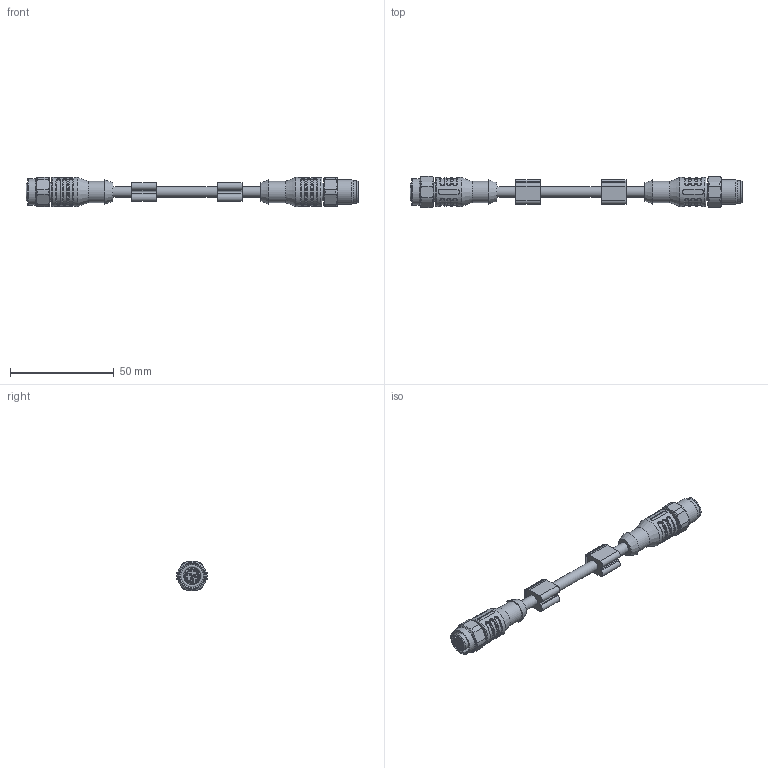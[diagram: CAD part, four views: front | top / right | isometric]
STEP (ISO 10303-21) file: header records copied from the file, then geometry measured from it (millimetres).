
FILE_DESCRIPTION(/* description */ (''),/* implementation_level */ '2;1');
FILE_NAME(/* name */ 'AL-WAKE12-m-AL-WASE12.stp',/* time_stamp */ '2020-09-25T14:00:17+02:00',/* author */ ('ESCHA GmbH & Co. KG'),/* organization */ ('ESCHA GmbH & Co. KG'),/* preprocessor_version */ 'ST-DEVELOPER v16',/* originating_system */ 'SIEMENS PLM Software NX 10.0',/* authorisation */ '');
FILE_SCHEMA (('AUTOMOTIVE_DESIGN { 1 0 10303 214 3 1 1 1 }'));
Length unit declared in the file: millimetre
Products named in the file (1): AL-WAKE12-m-AL-WASE12_stp
Bounding box: 160 x 14.98 x 14 mm (x, y, z)
Volume: 13065.2 mm3; surface area: 7680.5 mm2
Topology: 1 solids, 1 shells, 820 faces, 2085 edges, 1352 vertices
Faces by surface type: plane 281, extrusion 232, cylinder 143, torus 82, bspline 48, cone 22, sphere 12
Full cylindrical faces by diameter (mm): 0.6 x12, 0.7 x12, 5.2 x3, 8.3 x1, 8.7 x2, 10.2 x2, 10.5 x1, 10.8 x1, 10.95 x1, 12 x1, 12.3 x1, 12.8 x1, 14 x2
Entity records: 28818 total; most frequent: CARTESIAN_POINT 10688, ORIENTED_EDGE 3918, DIRECTION 3070, EDGE_CURVE 1959, VERTEX_POINT 1310, VECTOR 1082, AXIS2_PLACEMENT_3D 994, EDGE_LOOP 993
